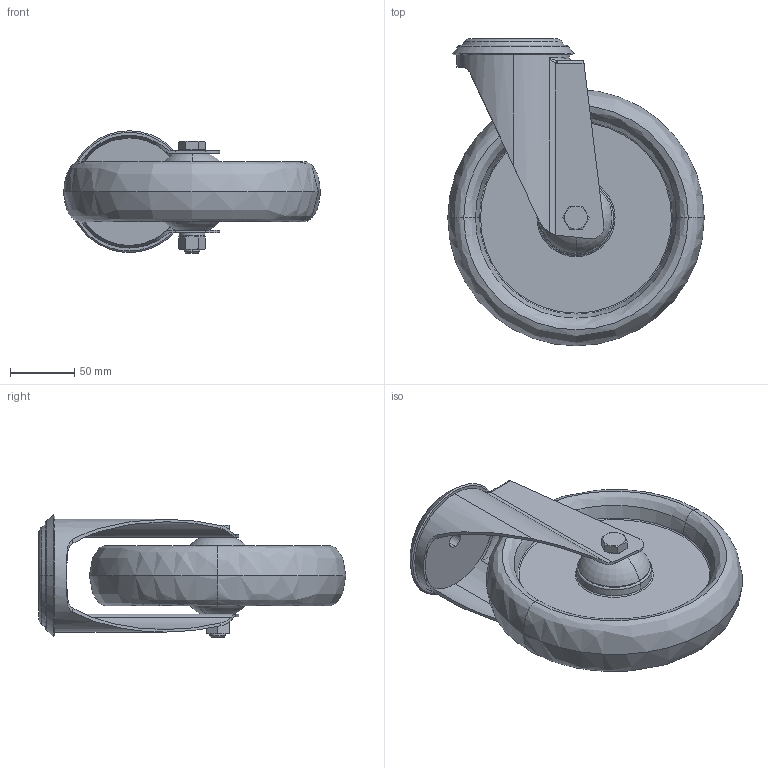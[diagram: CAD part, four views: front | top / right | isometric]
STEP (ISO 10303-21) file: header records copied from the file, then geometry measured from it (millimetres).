
FILE_DESCRIPTION (( 'STEP AP214' ), '1' );
FILE_NAME ('0030493.step', '2021-05-10T11:59:31', ( 'Windows-Benutzer' ), ( '' ), 'SwSTEP 2.0', 'SolidWorks 2020', '' );
FILE_SCHEMA (( 'AUTOMOTIVE_DESIGN' ));
Length unit declared in the file: millimetre
Products named in the file (1): 0030493
Bounding box: 200 x 240 x 95.5 mm (x, y, z)
Volume: 895952.1 mm3; surface area: 250082.4 mm2
Topology: 8 solids, 8 shells, 237 faces, 536 edges, 328 vertices
Faces by surface type: plane 63, cone 58, cylinder 54, torus 42, bspline 20
Entity records: 9978 total; most frequent: CARTESIAN_POINT 1964, DIRECTION 1184, ORIENTED_EDGE 1068, EDGE_CURVE 534, AXIS2_PLACEMENT_3D 518, VERTEX_POINT 328, CIRCLE 300, EDGE_LOOP 268
